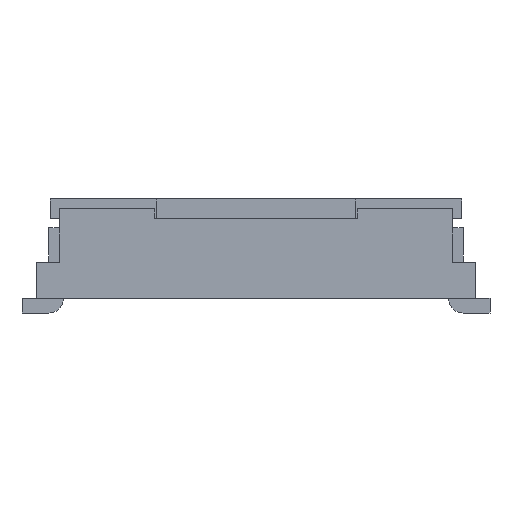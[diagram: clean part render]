
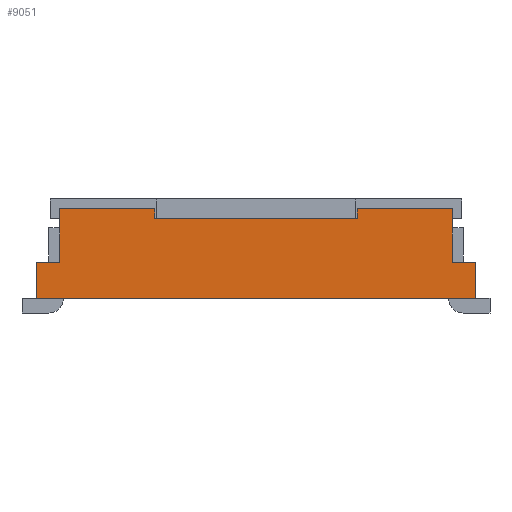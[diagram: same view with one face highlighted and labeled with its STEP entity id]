
A CAD part, left-side view. The second image highlights one B-rep face of the part: STEP entity #9051.
In plain terms, the highlighted planar face has unit normal (-1, 0, 0).
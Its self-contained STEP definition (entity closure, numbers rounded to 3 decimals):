
#833=ORIENTED_EDGE('',*,*,#3345,.T.);
#834=ORIENTED_EDGE('',*,*,#3346,.T.);
#835=ORIENTED_EDGE('',*,*,#3315,.T.);
#836=ORIENTED_EDGE('',*,*,#3344,.F.);
#837=ORIENTED_EDGE('',*,*,#3347,.F.);
#838=ORIENTED_EDGE('',*,*,#3348,.F.);
#839=ORIENTED_EDGE('',*,*,#3349,.F.);
#840=ORIENTED_EDGE('',*,*,#3350,.F.);
#841=ORIENTED_EDGE('',*,*,#3312,.F.);
#842=ORIENTED_EDGE('',*,*,#3309,.F.);
#843=ORIENTED_EDGE('',*,*,#3306,.F.);
#844=ORIENTED_EDGE('',*,*,#3303,.F.);
#845=ORIENTED_EDGE('',*,*,#3299,.F.);
#846=ORIENTED_EDGE('',*,*,#3351,.F.);
#847=ORIENTED_EDGE('',*,*,#3352,.F.);
#848=ORIENTED_EDGE('',*,*,#3353,.T.);
#3299=EDGE_CURVE('',#4516,#4517,#5492,.T.);
#3303=EDGE_CURVE('',#4517,#4520,#5496,.T.);
#3306=EDGE_CURVE('',#4520,#4522,#5499,.T.);
#3309=EDGE_CURVE('',#4522,#4524,#5502,.T.);
#3312=EDGE_CURVE('',#4524,#4526,#5505,.T.);
#3315=EDGE_CURVE('',#4528,#4529,#5508,.T.);
#3344=EDGE_CURVE('',#4549,#4529,#5537,.T.);
#3345=EDGE_CURVE('',#4550,#4551,#5538,.T.);
#3346=EDGE_CURVE('',#4551,#4528,#5539,.T.);
#3347=EDGE_CURVE('',#4552,#4549,#5540,.T.);
#3348=EDGE_CURVE('',#4553,#4552,#5541,.T.);
#3349=EDGE_CURVE('',#4554,#4553,#5542,.T.);
#3350=EDGE_CURVE('',#4526,#4554,#5543,.T.);
#3351=EDGE_CURVE('',#4555,#4516,#5544,.T.);
#3352=EDGE_CURVE('',#4556,#4555,#5545,.T.);
#3353=EDGE_CURVE('',#4556,#4550,#5546,.T.);
#4516=VERTEX_POINT('',#14195);
#4517=VERTEX_POINT('',#14196);
#4520=VERTEX_POINT('',#14204);
#4522=VERTEX_POINT('',#14210);
#4524=VERTEX_POINT('',#14216);
#4526=VERTEX_POINT('',#14222);
#4528=VERTEX_POINT('',#14228);
#4529=VERTEX_POINT('',#14229);
#4549=VERTEX_POINT('',#14286);
#4550=VERTEX_POINT('',#14290);
#4551=VERTEX_POINT('',#14291);
#4552=VERTEX_POINT('',#14294);
#4553=VERTEX_POINT('',#14296);
#4554=VERTEX_POINT('',#14298);
#4555=VERTEX_POINT('',#14301);
#4556=VERTEX_POINT('',#14303);
#5492=LINE('',#14194,#6527);
#5496=LINE('',#14203,#6531);
#5499=LINE('',#14209,#6534);
#5502=LINE('',#14215,#6537);
#5505=LINE('',#14221,#6540);
#5508=LINE('',#14227,#6543);
#5537=LINE('',#14287,#6572);
#5538=LINE('',#14289,#6573);
#5539=LINE('',#14292,#6574);
#5540=LINE('',#14293,#6575);
#5541=LINE('',#14295,#6576);
#5542=LINE('',#14297,#6577);
#5543=LINE('',#14299,#6578);
#5544=LINE('',#14300,#6579);
#5545=LINE('',#14302,#6580);
#5546=LINE('',#14304,#6581);
#6527=VECTOR('',#12003,1000.);
#6531=VECTOR('',#12009,1000.);
#6534=VECTOR('',#12014,1000.);
#6537=VECTOR('',#12019,1000.);
#6540=VECTOR('',#12024,1000.);
#6543=VECTOR('',#12029,1000.);
#6572=VECTOR('',#12076,1000.);
#6573=VECTOR('',#12079,1000.);
#6574=VECTOR('',#12080,1000.);
#6575=VECTOR('',#12081,1000.);
#6576=VECTOR('',#12082,1000.);
#6577=VECTOR('',#12083,1000.);
#6578=VECTOR('',#12084,1000.);
#6579=VECTOR('',#12085,1000.);
#6580=VECTOR('',#12086,1000.);
#6581=VECTOR('',#12087,1000.);
#7385=EDGE_LOOP('',(#833,#834,#835,#836,#837,#838,#839,#840,#841,#842,#843,
#844,#845,#846,#847,#848));
#7992=FACE_BOUND('',#7385,.T.);
#8599=PLANE('',#11100);
#9051=ADVANCED_FACE('',(#7992),#8599,.F.);
#11100=AXIS2_PLACEMENT_3D('',#14288,#12077,#12078);
#12003=DIRECTION('',(0.,-1.,0.));
#12009=DIRECTION('',(0.,0.,-1.));
#12014=DIRECTION('',(0.,-1.,0.));
#12019=DIRECTION('',(0.,0.,1.));
#12024=DIRECTION('',(0.,-1.,0.));
#12029=DIRECTION('',(0.,-1.,0.));
#12076=DIRECTION('',(0.,0.,-1.));
#12077=DIRECTION('',(1.,0.,0.));
#12078=DIRECTION('',(0.,0.,-1.));
#12079=DIRECTION('',(0.,-1.,0.));
#12080=DIRECTION('',(0.,0.,-1.));
#12081=DIRECTION('',(0.,1.,0.));
#12082=DIRECTION('',(0.,0.,-1.));
#12083=DIRECTION('',(0.,-1.,0.));
#12084=DIRECTION('',(0.,0.,-1.));
#12085=DIRECTION('',(0.,0.,1.));
#12086=DIRECTION('',(0.,-1.,0.));
#12087=DIRECTION('',(0.,0.,-1.));
#14194=CARTESIAN_POINT('',(-8.25,4.025,1.85));
#14195=CARTESIAN_POINT('',(-8.25,4.025,1.85));
#14196=CARTESIAN_POINT('',(-8.25,2.075,1.85));
#14203=CARTESIAN_POINT('',(-8.25,2.075,1.85));
#14204=CARTESIAN_POINT('',(-8.25,2.075,1.65));
#14209=CARTESIAN_POINT('',(-8.25,2.075,1.65));
#14210=CARTESIAN_POINT('',(-8.25,-2.075,1.65));
#14215=CARTESIAN_POINT('',(-8.25,-2.075,1.65));
#14216=CARTESIAN_POINT('',(-8.25,-2.075,1.85));
#14221=CARTESIAN_POINT('',(-8.25,-2.075,1.85));
#14222=CARTESIAN_POINT('',(-8.25,-4.025,1.85));
#14227=CARTESIAN_POINT('',(-8.25,4.5,0.));
#14228=CARTESIAN_POINT('',(-8.25,3.5,0.));
#14229=CARTESIAN_POINT('',(-8.25,-3.5,0.));
#14286=CARTESIAN_POINT('',(-8.25,-3.5,0.01));
#14287=CARTESIAN_POINT('',(-8.25,-3.5,0.01));
#14288=CARTESIAN_POINT('',(-8.25,4.5,0.75));
#14289=CARTESIAN_POINT('',(-8.25,4.5,0.01));
#14290=CARTESIAN_POINT('',(-8.25,4.5,0.01));
#14291=CARTESIAN_POINT('',(-8.25,3.5,0.01));
#14292=CARTESIAN_POINT('',(-8.25,3.5,0.01));
#14293=CARTESIAN_POINT('',(-8.25,-4.5,0.01));
#14294=CARTESIAN_POINT('',(-8.25,-4.5,0.01));
#14295=CARTESIAN_POINT('',(-8.25,-4.5,0.75));
#14296=CARTESIAN_POINT('',(-8.25,-4.5,0.75));
#14297=CARTESIAN_POINT('',(-8.25,4.5,0.75));
#14298=CARTESIAN_POINT('',(-8.25,-4.025,0.75));
#14299=CARTESIAN_POINT('',(-8.25,-4.025,1.85));
#14300=CARTESIAN_POINT('',(-8.25,4.025,0.75));
#14301=CARTESIAN_POINT('',(-8.25,4.025,0.75));
#14302=CARTESIAN_POINT('',(-8.25,4.5,0.75));
#14303=CARTESIAN_POINT('',(-8.25,4.5,0.75));
#14304=CARTESIAN_POINT('',(-8.25,4.5,0.75));
